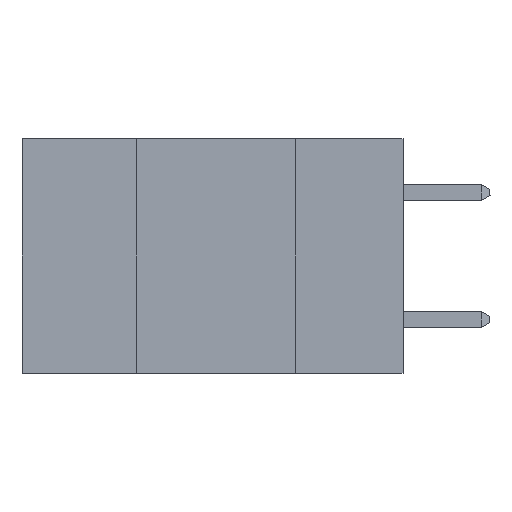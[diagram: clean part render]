
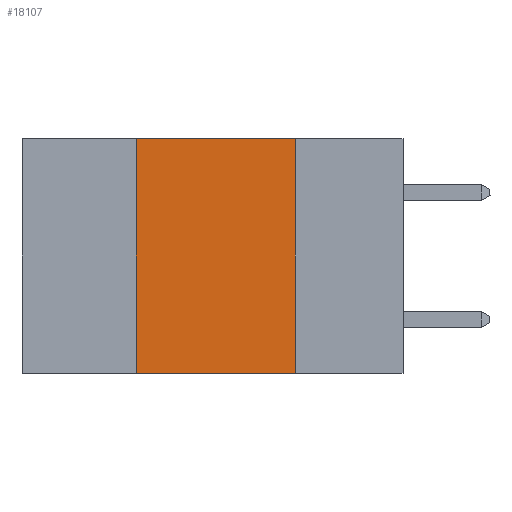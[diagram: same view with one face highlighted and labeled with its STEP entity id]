
A CAD part, left-side view. The second image highlights one B-rep face of the part: STEP entity #18107.
In plain terms, the highlighted planar face has unit normal (-1, 0, 0).
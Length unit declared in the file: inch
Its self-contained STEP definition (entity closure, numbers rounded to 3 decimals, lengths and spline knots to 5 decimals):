
#194 = CARTESIAN_POINT ( 'NONE',  ( 0., 0.17, 0. ) ) ;
#1107 = ORIENTED_EDGE ( 'NONE', *, *, #33170, .T. ) ;
#1637 = ORIENTED_EDGE ( 'NONE', *, *, #4419, .F. ) ;
#2192 = ORIENTED_EDGE ( 'NONE', *, *, #19586, .F. ) ;
#2877 = CARTESIAN_POINT ( 'NONE',  ( 0., 0.6, -0.37 ) ) ;
#3208 = VECTOR ( 'NONE', #12755, 39.37008 ) ;
#3233 = LINE ( 'NONE', #25271, #31887 ) ;
#4333 = LINE ( 'NONE', #194, #3208 ) ;
#4419 = EDGE_CURVE ( 'NONE', #31199, #36755, #4333, .T. ) ;
#4598 = DIRECTION ( 'NONE',  ( 1., 0., 0. ) ) ;
#5610 = CARTESIAN_POINT ( 'NONE',  ( 0., 0.42, 0. ) ) ;
#5981 = LINE ( 'NONE', #2877, #10998 ) ;
#7470 = PLANE ( 'NONE',  #14089 ) ;
#10758 = DIRECTION ( 'NONE',  ( 0., 0., -1. ) ) ;
#10914 = CARTESIAN_POINT ( 'NONE',  ( 0., 0.42, -0.37 ) ) ;
#10998 = VECTOR ( 'NONE', #20802, 39.37008 ) ;
#12755 = DIRECTION ( 'NONE',  ( 0., 0., -1. ) ) ;
#14089 = AXIS2_PLACEMENT_3D ( 'NONE', #38990, #4598, #10758 ) ;
#16149 = CARTESIAN_POINT ( 'NONE',  ( 0., 0.42, 0. ) ) ;
#17495 = VERTEX_POINT ( 'NONE', #16149 ) ;
#18107 = ADVANCED_FACE ( 'NONE', ( #33036 ), #7470, .F. ) ;
#19368 = CARTESIAN_POINT ( 'NONE',  ( 0., 0.17, -0.37 ) ) ;
#19586 = EDGE_CURVE ( 'NONE', #35579, #17495, #39607, .T. ) ;
#20802 = DIRECTION ( 'NONE',  ( 0., -1., 0. ) ) ;
#20955 = ORIENTED_EDGE ( 'NONE', *, *, #32424, .F. ) ;
#21202 = EDGE_LOOP ( 'NONE', ( #1637, #20955, #2192, #1107 ) ) ;
#25271 = CARTESIAN_POINT ( 'NONE',  ( 0., 0.6, 0. ) ) ;
#26093 = VECTOR ( 'NONE', #30347, 39.37008 ) ;
#30347 = DIRECTION ( 'NONE',  ( 0., 0., 1. ) ) ;
#31199 = VERTEX_POINT ( 'NONE', #33258 ) ;
#31887 = VECTOR ( 'NONE', #37834, 39.37008 ) ;
#32424 = EDGE_CURVE ( 'NONE', #17495, #31199, #3233, .T. ) ;
#33036 = FACE_OUTER_BOUND ( 'NONE', #21202, .T. ) ;
#33170 = EDGE_CURVE ( 'NONE', #35579, #36755, #5981, .T. ) ;
#33258 = CARTESIAN_POINT ( 'NONE',  ( 0., 0.17, 0. ) ) ;
#35579 = VERTEX_POINT ( 'NONE', #10914 ) ;
#36755 = VERTEX_POINT ( 'NONE', #19368 ) ;
#37834 = DIRECTION ( 'NONE',  ( 0., -1., 0. ) ) ;
#38990 = CARTESIAN_POINT ( 'NONE',  ( 0., 0.6, 0. ) ) ;
#39607 = LINE ( 'NONE', #5610, #26093 ) ;
